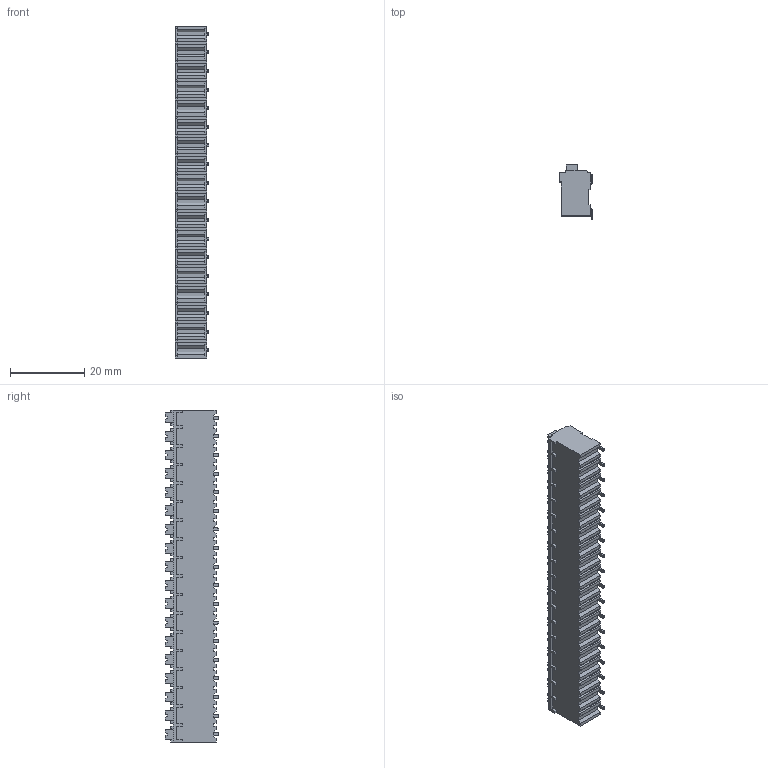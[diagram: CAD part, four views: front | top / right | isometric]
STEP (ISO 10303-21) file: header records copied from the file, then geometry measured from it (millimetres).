
FILE_DESCRIPTION((''),'2;1');
FILE_NAME('TLM-004RS-5_00-XXP-X','2024-09-29T',('sj'),(''),'PRO/ENGINEER BY PARAMETRIC TECHNOLOGY CORPORATION, 2015240','PRO/ENGINEER BY PARAMETRIC TECHNOLOGY CORPORATION, 2015240','');
FILE_SCHEMA(('CONFIG_CONTROL_DESIGN','SHAPE_APPEARANCE_LAYERS_GROUPS'));
Length unit declared in the file: millimetre
Products named in the file (1): TLM-004RS-5_00-XXP-X
Bounding box: 9 x 14.38 x 89.2 mm (x, y, z)
Volume: 6729.3 mm3; surface area: 8547 mm2
Topology: 1 solids, 1 shells, 1724 faces, 4970 edges, 3302 vertices
Faces by surface type: plane 1472, cylinder 252
Entity records: 56180 total; most frequent: CARTESIAN_POINT 10464, ORIENTED_EDGE 9940, DIRECTION 8886, EDGE_CURVE 4970, VECTOR 4286, LINE 4286, VERTEX_POINT 3302, AXIS2_PLACEMENT_3D 2300
